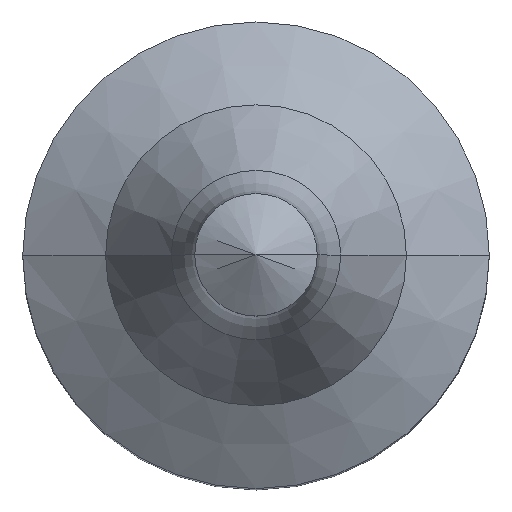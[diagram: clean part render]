
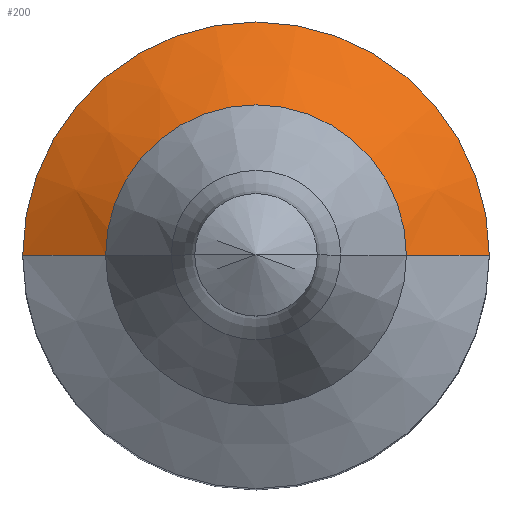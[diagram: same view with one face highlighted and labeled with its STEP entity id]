
A CAD part, top view. The second image highlights one B-rep face of the part: STEP entity #200.
In plain terms, the highlighted conical face has half-angle 60 degrees and reference radius 3.868 mm.
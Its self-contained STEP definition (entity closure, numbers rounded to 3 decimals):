
#18 = LINE ( 'NONE', #19, #25 ) ;
#19 = CARTESIAN_POINT ( 'NONE',  ( -3.868, 0., 51.799 ) ) ;
#23 = DIRECTION ( 'NONE',  ( -0.866, 0., -0.5 ) ) ;
#25 = VECTOR ( 'NONE', #23, 1000. ) ;
#75 = VERTEX_POINT ( 'NONE', #392 ) ;
#93 = ORIENTED_EDGE ( 'NONE', *, *, #135, .F. ) ;
#96 = EDGE_CURVE ( 'NONE', #101, #172, #313, .T. ) ;
#97 = EDGE_CURVE ( 'NONE', #100, #101, #384, .T. ) ;
#98 = ORIENTED_EDGE ( 'NONE', *, *, #96, .T. ) ;
#99 = ORIENTED_EDGE ( 'NONE', *, *, #97, .T. ) ;
#100 = VERTEX_POINT ( 'NONE', #263 ) ;
#101 = VERTEX_POINT ( 'NONE', #407 ) ;
#102 = EDGE_LOOP ( 'NONE', ( #99, #98, #93, #194 ) ) ;
#135 = EDGE_CURVE ( 'NONE', #75, #172, #566, .T. ) ;
#172 = VERTEX_POINT ( 'NONE', #619 ) ;
#190 = EDGE_CURVE ( 'NONE', #100, #75, #18, .T. ) ;
#194 = ORIENTED_EDGE ( 'NONE', *, *, #190, .F. ) ;
#200 = ADVANCED_FACE ( 'NONE', ( #707 ), #702, .T. ) ;
#260 = DIRECTION ( 'NONE',  ( -1., 0., 0. ) ) ;
#261 = DIRECTION ( 'NONE',  ( 0., 0., -1. ) ) ;
#263 = CARTESIAN_POINT ( 'NONE',  ( -3.868, 0., 51.799 ) ) ;
#267 = DIRECTION ( 'NONE',  ( 0.866, 0., -0.5 ) ) ;
#268 = VECTOR ( 'NONE', #267, 1000. ) ;
#269 = CARTESIAN_POINT ( 'NONE',  ( 3.868, 0., 51.799 ) ) ;
#312 = CARTESIAN_POINT ( 'NONE',  ( 0., 0., 51.799 ) ) ;
#313 = LINE ( 'NONE', #269, #268 ) ;
#314 = AXIS2_PLACEMENT_3D ( 'NONE', #312, #261, #260 ) ;
#384 = CIRCLE ( 'NONE', #314, 3.868 ) ;
#392 = CARTESIAN_POINT ( 'NONE',  ( -6., 0., 50.568 ) ) ;
#407 = CARTESIAN_POINT ( 'NONE',  ( 3.868, 0., 51.799 ) ) ;
#556 = DIRECTION ( 'NONE',  ( 0., 0., -1. ) ) ;
#557 = CARTESIAN_POINT ( 'NONE',  ( 0., 0., 50.568 ) ) ;
#566 = CIRCLE ( 'NONE', #574, 6. ) ;
#574 = AXIS2_PLACEMENT_3D ( 'NONE', #557, #556, #613 ) ;
#613 = DIRECTION ( 'NONE',  ( -1., 0., 0. ) ) ;
#619 = CARTESIAN_POINT ( 'NONE',  ( 6., 0., 50.568 ) ) ;
#667 = DIRECTION ( 'NONE',  ( -1., 0., 0. ) ) ;
#700 = DIRECTION ( 'NONE',  ( 0., 0., -1. ) ) ;
#702 = CONICAL_SURFACE ( 'NONE', #718, 3.868, 1.047 ) ;
#707 = FACE_OUTER_BOUND ( 'NONE', #102, .T. ) ;
#708 = CARTESIAN_POINT ( 'NONE',  ( 0., 0., 51.799 ) ) ;
#718 = AXIS2_PLACEMENT_3D ( 'NONE', #708, #700, #667 ) ;
